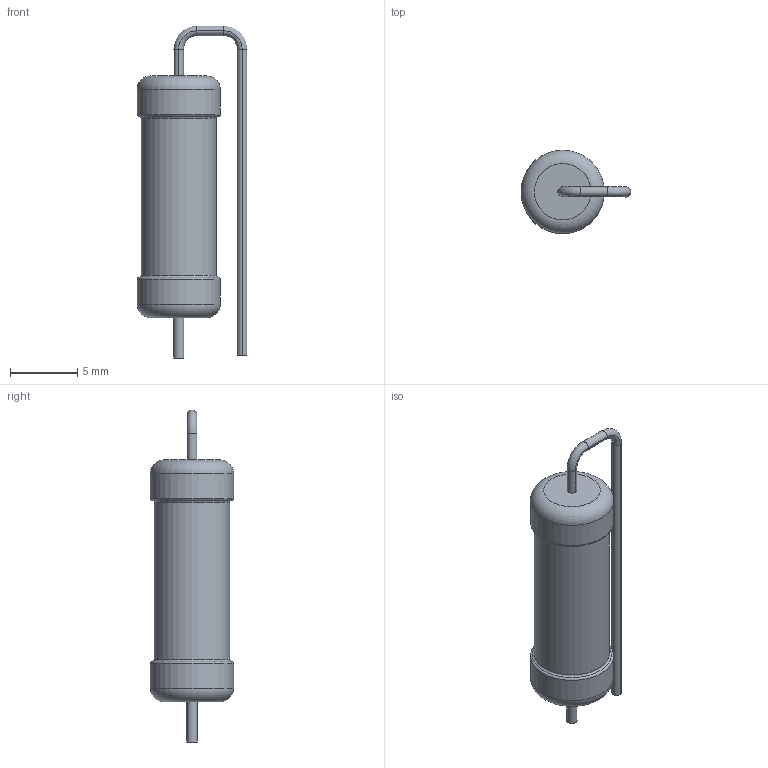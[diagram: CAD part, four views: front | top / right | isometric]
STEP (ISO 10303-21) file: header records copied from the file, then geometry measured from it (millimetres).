
FILE_DESCRIPTION(('FreeCAD Model'),'2;1');
FILE_NAME('Open CASCADE Shape Model','2022-09-30T08:54:49',(''),(''), 'Open CASCADE STEP processor 7.5','FreeCAD','Unknown');
FILE_SCHEMA(('AUTOMOTIVE_DESIGN { 1 0 10303 214 1 1 1 1 }'));
Length unit declared in the file: millimetre
Products named in the file (1): MOF5WS
Bounding box: 8.18 x 6.2 x 24.72 mm (x, y, z)
Volume: 482.9 mm3; surface area: 454.6 mm2
Topology: 1 solids, 1 shells, 56 faces, 112 edges, 62 vertices
Faces by surface type: plane 22, cylinder 20, torus 14
Full cylindrical faces by diameter (mm): 0.76 x1, 5.6 x1, 6.2 x2
Entity records: 1546 total; most frequent: DIRECTION 286, CARTESIAN_POINT 231, ORIENTED_EDGE 224, AXIS2_PLACEMENT_3D 117, EDGE_CURVE 112, VERTEX_POINT 62, FACE_BOUND 60, EDGE_LOOP 60
